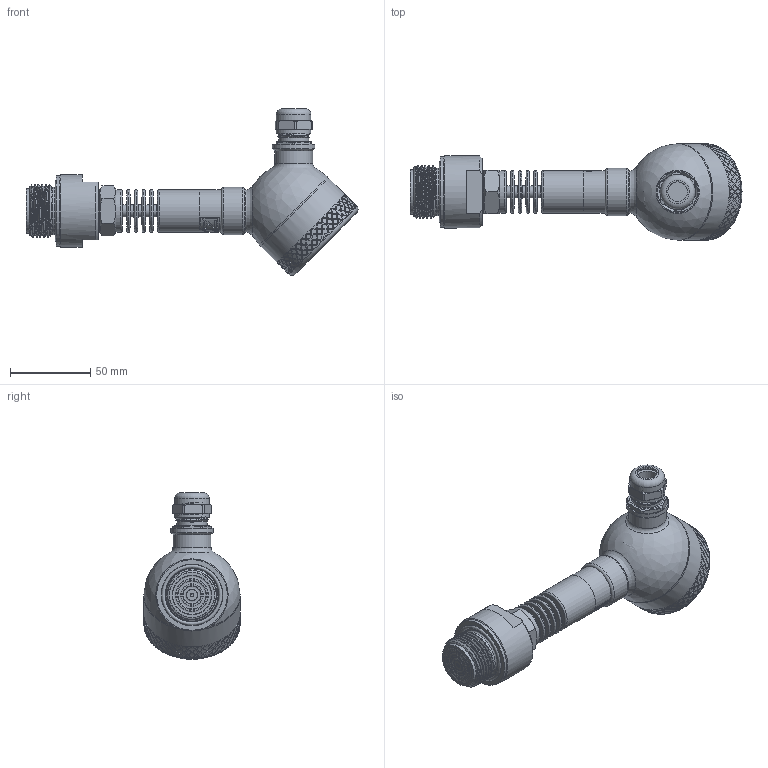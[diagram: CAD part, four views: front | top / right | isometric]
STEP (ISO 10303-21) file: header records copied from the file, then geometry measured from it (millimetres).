
FILE_DESCRIPTION(/* description */ (''),/* implementation_level */ '2;1');
FILE_NAME(/* name */ 'APZ3420mFH_G1DIN-flush_radiator_1.step',/* time_stamp */ '2021-07-07T15:44:13+03:00',/* author */ (''),/* organization */ (''),/* preprocessor_version */ 'ST-DEVELOPER v18.1',/* originating_system */ 'Autodesk Translation Framework v10.9.0.1377',/* authorisation */ '');
FILE_SCHEMA (('AUTOMOTIVE_DESIGN { 1 0 10303 214 3 1 1 }'));
Length unit declared in the file: millimetre
Products named in the file (13): АПЗ420М-полевойкорпус-
заполненный; Заполненный полевой 
корпус v13; M20x1,5 steel cable gland v5; Cuerpo GAE.2000.0 Prensaestopas GADI M20x1.5 IP68 Laton; Junta GAE.2000.0 Prensaestopas GADI M20x1.5 IP68 Laton; Tuerca GAE.2000.0 Prensaestopas GADI M20x1.5 IP68 Laton; Brida GAE.2000.0 Prensaestopas GADI M20x1.5 IP68 Laton; Goma GAE.2000.0 Prensaestopas GADI M20x1.5 IP68 Laton; Main body; Cover without display; Adapter M20x1,5; G1\4EN radiator; G1DIN diaphragm 28 v7
Assembly tree (12 placements, depth 4):
  АПЗ420М-полевойкорпус-
заполненный
    Заполненный полевой 
корпус v13
      M20x1,5 steel cable gland v5
        Cuerpo GAE.2000.0 Prensaestopas GADI M20x1.5 IP68 Laton
        Junta GAE.2000.0 Prensaestopas GADI M20x1.5 IP68 Laton
        Tuerca GAE.2000.0 Prensaestopas GADI M20x1.5 IP68 Laton
        Brida GAE.2000.0 Prensaestopas GADI M20x1.5 IP68 Laton
        Goma GAE.2000.0 Prensaestopas GADI M20x1.5 IP68 Laton
      Main body
      Cover without display
      Adapter M20x1,5
    G1\4EN radiator
    G1DIN diaphragm 28 v7
Bounding box: 207.02 x 60.1 x 103.92 mm (x, y, z)
Volume: 297941.2 mm3; surface area: 61002.3 mm2
Topology: 12 solids, 12 shells, 1729 faces, 4301 edges, 2847 vertices
Faces by surface type: bspline 987, cylinder 337, plane 273, cone 66, torus 65, sphere 1
Full cylindrical faces by diameter (mm): 2 x1, 3.3 x1, 4 x1, 5 x3, 7.5 x5, 9.5 x2, 11 x1, 11.445 x5, 12.3 x2, 13 x1, 13.157 x9, 15 x4, 16 x1, 16.2 x1, 17 x1, 17.15 x1, 18 x4, 18.526 x5, 18.75 x7, 19 x1, 20 x2, 20.203 x5, 20.3 x5, 20.8 x1, 21.6 x1, 21.7 x2, 21.767 x1, 22.4 x1, 23.6 x1, 24.5 x2
Entity records: 83003 total; most frequent: CARTESIAN_POINT 49822, ORIENTED_EDGE 8598, EDGE_CURVE 4299, DIRECTION 3457, B_SPLINE_CURVE_WITH_KNOTS 2898, VERTEX_POINT 2847, EDGE_LOOP 1998, FACE_OUTER_BOUND 1729
